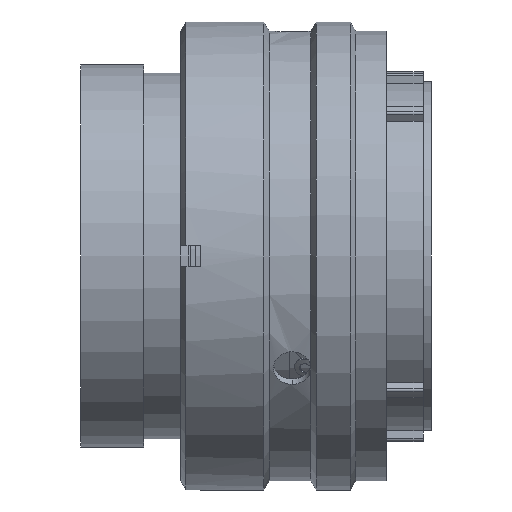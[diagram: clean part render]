
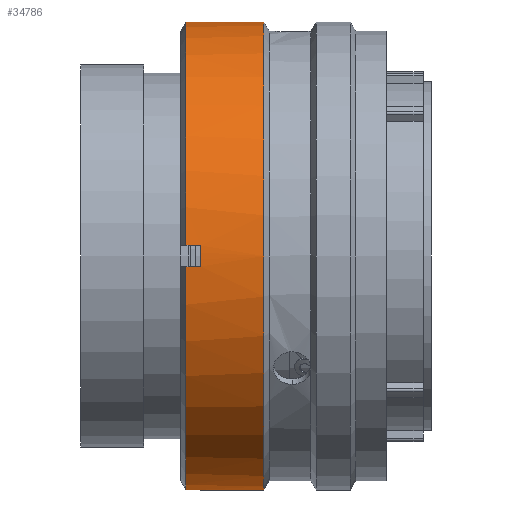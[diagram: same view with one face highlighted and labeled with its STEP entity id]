
A CAD part, front view. The second image highlights one B-rep face of the part: STEP entity #34786.
In plain terms, the highlighted cylindrical face has radius 22.25 mm (diameter 44.5 mm), a partial arc.
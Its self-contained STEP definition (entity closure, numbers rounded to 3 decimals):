
#533 = DIRECTION ( 'NONE',  ( 1., 0., 0. ) ) ;
#884 = ORIENTED_EDGE ( 'NONE', *, *, #51747, .T. ) ;
#1018 = CIRCLE ( 'NONE', #22639, 22.25 ) ;
#1021 = ORIENTED_EDGE ( 'NONE', *, *, #93744, .T. ) ;
#1649 = CARTESIAN_POINT ( 'NONE',  ( 10.02, -22.228, -1. ) ) ;
#2219 = CARTESIAN_POINT ( 'NONE',  ( 11.42, 0., 22.25 ) ) ;
#3150 = DIRECTION ( 'NONE',  ( 1., 0., 0. ) ) ;
#5011 = DIRECTION ( 'NONE',  ( -1., 0., 0. ) ) ;
#5232 = ORIENTED_EDGE ( 'NONE', *, *, #50192, .T. ) ;
#6846 = EDGE_CURVE ( 'NONE', #50540, #56695, #1018, .T. ) ;
#7056 = DIRECTION ( 'NONE',  ( 1., 0., 0. ) ) ;
#9323 = VECTOR ( 'NONE', #69997, 1000. ) ;
#10945 = VECTOR ( 'NONE', #38425, 1000. ) ;
#12210 = EDGE_CURVE ( 'NONE', #97594, #50613, #30609, .T. ) ;
#12297 = CARTESIAN_POINT ( 'NONE',  ( 29.07, -22.228, -1. ) ) ;
#13563 = VERTEX_POINT ( 'NONE', #45008 ) ;
#16380 = VERTEX_POINT ( 'NONE', #31707 ) ;
#16790 = CARTESIAN_POINT ( 'NONE',  ( 11.42, -22.228, -1. ) ) ;
#17833 = DIRECTION ( 'NONE',  ( 1., 0., 0. ) ) ;
#18816 = CARTESIAN_POINT ( 'NONE',  ( 10.02, -1., -22.228 ) ) ;
#18930 = EDGE_CURVE ( 'NONE', #50613, #56753, #32716, .T. ) ;
#19319 = DIRECTION ( 'NONE',  ( 0., 0., 1. ) ) ;
#19616 = DIRECTION ( 'NONE',  ( 1., 0., 0. ) ) ;
#20248 = VERTEX_POINT ( 'NONE', #2219 ) ;
#21121 = ORIENTED_EDGE ( 'NONE', *, *, #39002, .T. ) ;
#21682 = CARTESIAN_POINT ( 'NONE',  ( 29.07, -22.228, 1. ) ) ;
#22501 = CARTESIAN_POINT ( 'NONE',  ( 11.42, -22.228, 1. ) ) ;
#22639 = AXIS2_PLACEMENT_3D ( 'NONE', #111728, #59328, #76868 ) ;
#24675 = DIRECTION ( 'NONE',  ( 0., 0., 1. ) ) ;
#26516 = CARTESIAN_POINT ( 'NONE',  ( 29.07, 0., 22.25 ) ) ;
#30609 = CIRCLE ( 'NONE', #32019, 22.25 ) ;
#31707 = CARTESIAN_POINT ( 'NONE',  ( 10.02, -1., 22.228 ) ) ;
#32019 = AXIS2_PLACEMENT_3D ( 'NONE', #75445, #100776, #48422 ) ;
#32716 = LINE ( 'NONE', #105261, #9323 ) ;
#33347 = CARTESIAN_POINT ( 'NONE',  ( 17.44, 0., -22.25 ) ) ;
#33589 = VERTEX_POINT ( 'NONE', #16790 ) ;
#34238 = LINE ( 'NONE', #38046, #58954 ) ;
#34786 = ADVANCED_FACE ( 'NONE', ( #38901 ), #66342, .T. ) ;
#36152 = AXIS2_PLACEMENT_3D ( 'NONE', #42448, #7056, #94378 ) ;
#38046 = CARTESIAN_POINT ( 'NONE',  ( 29.07, 0., -22.25 ) ) ;
#38425 = DIRECTION ( 'NONE',  ( -1., 0., 0. ) ) ;
#38901 = FACE_OUTER_BOUND ( 'NONE', #96533, .T. ) ;
#39002 = EDGE_CURVE ( 'NONE', #53367, #111762, #53974, .T. ) ;
#42448 = CARTESIAN_POINT ( 'NONE',  ( 29.07, 0., 0. ) ) ;
#45008 = CARTESIAN_POINT ( 'NONE',  ( 11.42, -1., 22.228 ) ) ;
#48422 = DIRECTION ( 'NONE',  ( 0., 0., -1. ) ) ;
#50192 = EDGE_CURVE ( 'NONE', #56753, #73049, #108463, .T. ) ;
#50355 = AXIS2_PLACEMENT_3D ( 'NONE', #50756, #61045, #24675 ) ;
#50540 = VERTEX_POINT ( 'NONE', #51482 ) ;
#50613 = VERTEX_POINT ( 'NONE', #18816 ) ;
#50756 = CARTESIAN_POINT ( 'NONE',  ( 11.42, 0., 0. ) ) ;
#51009 = ORIENTED_EDGE ( 'NONE', *, *, #97551, .T. ) ;
#51482 = CARTESIAN_POINT ( 'NONE',  ( 17.44, 0., 22.25 ) ) ;
#51747 = EDGE_CURVE ( 'NONE', #13563, #16380, #87889, .T. ) ;
#51764 = ORIENTED_EDGE ( 'NONE', *, *, #70956, .T. ) ;
#52184 = CIRCLE ( 'NONE', #50355, 22.25 ) ;
#53367 = VERTEX_POINT ( 'NONE', #67727 ) ;
#53974 = LINE ( 'NONE', #21682, #71683 ) ;
#55144 = VECTOR ( 'NONE', #5011, 1000. ) ;
#55759 = DIRECTION ( 'NONE',  ( 0., 0., 1. ) ) ;
#55865 = ORIENTED_EDGE ( 'NONE', *, *, #56477, .F. ) ;
#56477 = EDGE_CURVE ( 'NONE', #20248, #50540, #88056, .T. ) ;
#56695 = VERTEX_POINT ( 'NONE', #33347 ) ;
#56753 = VERTEX_POINT ( 'NONE', #84920 ) ;
#57635 = LINE ( 'NONE', #12297, #10945 ) ;
#58954 = VECTOR ( 'NONE', #19616, 1000. ) ;
#59328 = DIRECTION ( 'NONE',  ( 1., 0., 0. ) ) ;
#60651 = ORIENTED_EDGE ( 'NONE', *, *, #18930, .T. ) ;
#61045 = DIRECTION ( 'NONE',  ( 1., 0., 0. ) ) ;
#61901 = DIRECTION ( 'NONE',  ( 0., 0., -1. ) ) ;
#65419 = ORIENTED_EDGE ( 'NONE', *, *, #12210, .T. ) ;
#66284 = VECTOR ( 'NONE', #70882, 1000. ) ;
#66342 = CYLINDRICAL_SURFACE ( 'NONE', #36152, 22.25 ) ;
#67500 = AXIS2_PLACEMENT_3D ( 'NONE', #105544, #533, #61901 ) ;
#67727 = CARTESIAN_POINT ( 'NONE',  ( 10.02, -22.228, 1. ) ) ;
#69997 = DIRECTION ( 'NONE',  ( 1., 0., 0. ) ) ;
#70281 = CARTESIAN_POINT ( 'NONE',  ( 11.42, 0., 0. ) ) ;
#70882 = DIRECTION ( 'NONE',  ( 1., 0., 0. ) ) ;
#70956 = EDGE_CURVE ( 'NONE', #111762, #33589, #52184, .T. ) ;
#71683 = VECTOR ( 'NONE', #92442, 1000. ) ;
#73049 = VERTEX_POINT ( 'NONE', #108457 ) ;
#75445 = CARTESIAN_POINT ( 'NONE',  ( 10.02, 0., 0. ) ) ;
#76868 = DIRECTION ( 'NONE',  ( 0., 0., -1. ) ) ;
#77529 = ORIENTED_EDGE ( 'NONE', *, *, #82610, .T. ) ;
#80091 = AXIS2_PLACEMENT_3D ( 'NONE', #70281, #17833, #55759 ) ;
#82558 = EDGE_CURVE ( 'NONE', #33589, #97594, #57635, .T. ) ;
#82610 = EDGE_CURVE ( 'NONE', #73049, #56695, #34238, .T. ) ;
#83317 = AXIS2_PLACEMENT_3D ( 'NONE', #89357, #3150, #19319 ) ;
#84920 = CARTESIAN_POINT ( 'NONE',  ( 11.42, -1., -22.228 ) ) ;
#86161 = ORIENTED_EDGE ( 'NONE', *, *, #82558, .T. ) ;
#87889 = LINE ( 'NONE', #109990, #55144 ) ;
#88056 = LINE ( 'NONE', #26516, #66284 ) ;
#89357 = CARTESIAN_POINT ( 'NONE',  ( 11.42, 0., 0. ) ) ;
#92442 = DIRECTION ( 'NONE',  ( 1., 0., 0. ) ) ;
#93744 = EDGE_CURVE ( 'NONE', #16380, #53367, #101581, .T. ) ;
#94378 = DIRECTION ( 'NONE',  ( 0., 0., -1. ) ) ;
#96533 = EDGE_LOOP ( 'NONE', ( #55865, #51009, #884, #1021, #21121, #51764, #86161, #65419, #60651, #5232, #77529, #105049 ) ) ;
#97551 = EDGE_CURVE ( 'NONE', #20248, #13563, #107114, .T. ) ;
#97594 = VERTEX_POINT ( 'NONE', #1649 ) ;
#100776 = DIRECTION ( 'NONE',  ( 1., 0., 0. ) ) ;
#101581 = CIRCLE ( 'NONE', #67500, 22.25 ) ;
#105049 = ORIENTED_EDGE ( 'NONE', *, *, #6846, .F. ) ;
#105261 = CARTESIAN_POINT ( 'NONE',  ( 29.07, -1., -22.228 ) ) ;
#105544 = CARTESIAN_POINT ( 'NONE',  ( 10.02, 0., 0. ) ) ;
#107114 = CIRCLE ( 'NONE', #83317, 22.25 ) ;
#108457 = CARTESIAN_POINT ( 'NONE',  ( 11.42, 0., -22.25 ) ) ;
#108463 = CIRCLE ( 'NONE', #80091, 22.25 ) ;
#109990 = CARTESIAN_POINT ( 'NONE',  ( 29.07, -1., 22.228 ) ) ;
#111728 = CARTESIAN_POINT ( 'NONE',  ( 17.44, 0., 0. ) ) ;
#111762 = VERTEX_POINT ( 'NONE', #22501 ) ;
